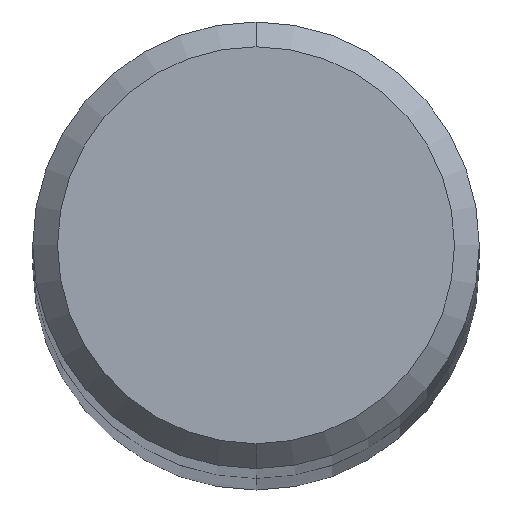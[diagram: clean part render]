
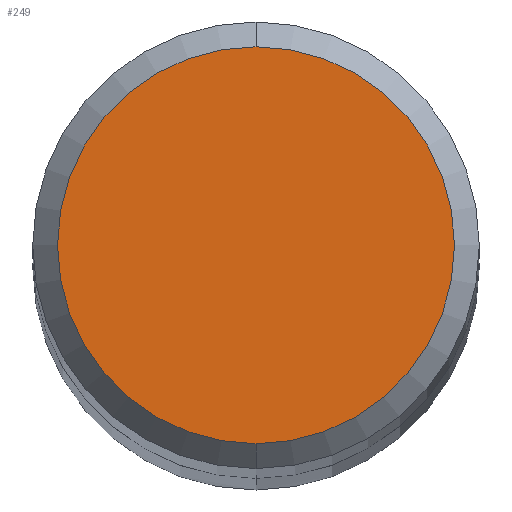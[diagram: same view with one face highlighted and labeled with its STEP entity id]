
A CAD part, top view. The second image highlights one B-rep face of the part: STEP entity #249.
In plain terms, the highlighted planar face has unit normal (0, 0, 1).
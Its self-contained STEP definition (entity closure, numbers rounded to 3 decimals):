
#249=ADVANCED_FACE('',(#520),#521,.T.);
#267=VERTEX_POINT('',#541);
#315=VERTEX_POINT('',#594);
#329=EDGE_CURVE('',#315,#267,#609,.T.);
#341=EDGE_CURVE('',#267,#315,#622,.T.);
#520=FACE_OUTER_BOUND('',#927,.T.);
#521=PLANE('',#928);
#541=CARTESIAN_POINT('',(0.0,3.2,88.0));
#594=CARTESIAN_POINT('',(0.,-3.2,88.0));
#609=CIRCLE('',#1148,3.2);
#622=CIRCLE('',#1172,3.2);
#927=EDGE_LOOP('',(#1406,#1407));
#928=AXIS2_PLACEMENT_3D('',#1408,#1409,#1410);
#1148=AXIS2_PLACEMENT_3D('',#1493,#1494,#1495);
#1172=AXIS2_PLACEMENT_3D('',#1505,#1506,#1507);
#1406=ORIENTED_EDGE('',*,*,#341,.F.);
#1407=ORIENTED_EDGE('',*,*,#329,.F.);
#1408=CARTESIAN_POINT('',(0.0,1.6,88.0));
#1409=DIRECTION('',(-0.0,0.0,1.0));
#1410=DIRECTION('',(0.0,-1.0,0.0));
#1493=CARTESIAN_POINT('',(0.0,0.0,88.0));
#1494=DIRECTION('',(0.0,0.0,-1.0));
#1495=DIRECTION('',(0.0,1.0,0.0));
#1505=CARTESIAN_POINT('',(0.0,0.0,88.0));
#1506=DIRECTION('',(0.0,0.0,-1.0));
#1507=DIRECTION('',(0.0,1.0,0.0));
